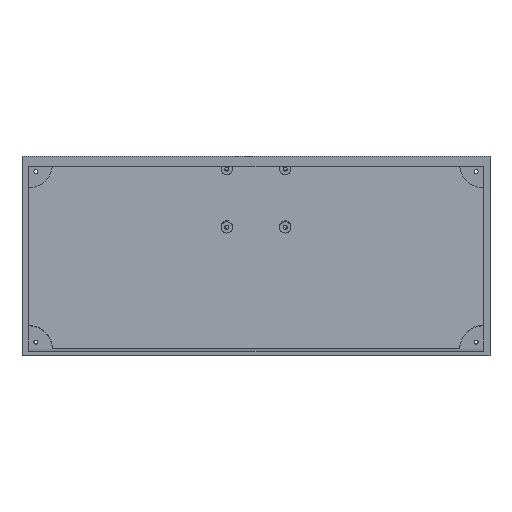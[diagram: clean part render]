
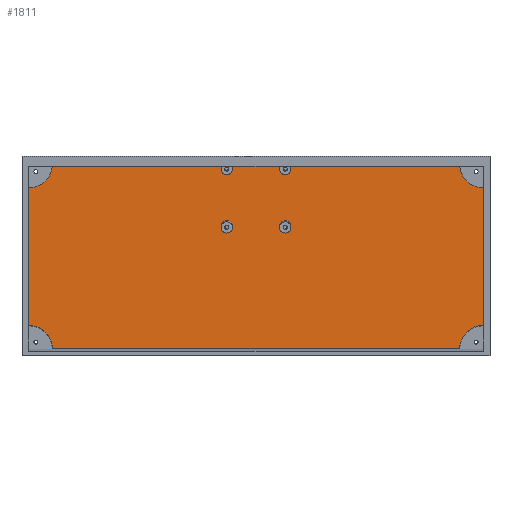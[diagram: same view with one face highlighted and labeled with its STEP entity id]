
A CAD part, top view. The second image highlights one B-rep face of the part: STEP entity #1811.
In plain terms, the highlighted face is planar.
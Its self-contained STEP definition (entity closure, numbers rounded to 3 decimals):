
#43=ELLIPSE('',#1928,2.508,2.5);
#44=ELLIPSE('',#1935,10.439,10.406);
#45=ELLIPSE('',#1945,10.441,10.409);
#46=ELLIPSE('',#1946,10.44,10.407);
#47=ELLIPSE('',#1947,10.437,10.405);
#48=ELLIPSE('',#1948,2.508,2.5);
#49=ELLIPSE('',#1949,2.508,2.5);
#50=ELLIPSE('',#1950,2.508,2.5);
#95=FACE_BOUND('',#240,.T.);
#96=FACE_BOUND('',#241,.T.);
#97=FACE_BOUND('',#242,.T.);
#98=FACE_BOUND('',#243,.T.);
#137=FACE_OUTER_BOUND('',#239,.T.);
#239=EDGE_LOOP('',(#1257,#1258,#1259,#1260,#1261,#1262,#1263,#1264));
#240=EDGE_LOOP('',(#1265,#1266));
#241=EDGE_LOOP('',(#1267,#1268));
#242=EDGE_LOOP('',(#1269));
#243=EDGE_LOOP('',(#1270));
#407=LINE('',#2664,#599);
#419=LINE('',#2708,#611);
#420=LINE('',#2712,#612);
#421=LINE('',#2716,#613);
#422=LINE('',#2719,#614);
#423=LINE('',#2722,#615);
#599=VECTOR('',#2119,10.);
#611=VECTOR('',#2169,10.);
#612=VECTOR('',#2172,10.);
#613=VECTOR('',#2175,10.);
#614=VECTOR('',#2178,10.);
#615=VECTOR('',#2179,10.);
#794=VERTEX_POINT('',#2661);
#795=VERTEX_POINT('',#2663);
#800=VERTEX_POINT('',#2683);
#801=VERTEX_POINT('',#2684);
#808=VERTEX_POINT('',#2707);
#809=VERTEX_POINT('',#2709);
#810=VERTEX_POINT('',#2711);
#811=VERTEX_POINT('',#2713);
#812=VERTEX_POINT('',#2715);
#813=VERTEX_POINT('',#2717);
#814=VERTEX_POINT('',#2720);
#815=VERTEX_POINT('',#2721);
#816=VERTEX_POINT('',#2724);
#817=VERTEX_POINT('',#2726);
#964=EDGE_CURVE('',#795,#794,#407,.T.);
#967=EDGE_CURVE('',#794,#795,#43,.T.);
#974=EDGE_CURVE('',#800,#801,#44,.T.);
#986=EDGE_CURVE('',#801,#808,#419,.T.);
#987=EDGE_CURVE('',#808,#809,#45,.T.);
#988=EDGE_CURVE('',#809,#810,#420,.T.);
#989=EDGE_CURVE('',#810,#811,#46,.T.);
#990=EDGE_CURVE('',#811,#812,#421,.T.);
#991=EDGE_CURVE('',#812,#813,#47,.T.);
#992=EDGE_CURVE('',#813,#800,#422,.T.);
#993=EDGE_CURVE('',#814,#815,#423,.T.);
#994=EDGE_CURVE('',#815,#814,#48,.T.);
#995=EDGE_CURVE('',#816,#816,#49,.T.);
#996=EDGE_CURVE('',#817,#817,#50,.T.);
#1257=ORIENTED_EDGE('',*,*,#974,.T.);
#1258=ORIENTED_EDGE('',*,*,#986,.T.);
#1259=ORIENTED_EDGE('',*,*,#987,.T.);
#1260=ORIENTED_EDGE('',*,*,#988,.T.);
#1261=ORIENTED_EDGE('',*,*,#989,.T.);
#1262=ORIENTED_EDGE('',*,*,#990,.T.);
#1263=ORIENTED_EDGE('',*,*,#991,.T.);
#1264=ORIENTED_EDGE('',*,*,#992,.T.);
#1265=ORIENTED_EDGE('',*,*,#964,.T.);
#1266=ORIENTED_EDGE('',*,*,#967,.T.);
#1267=ORIENTED_EDGE('',*,*,#993,.T.);
#1268=ORIENTED_EDGE('',*,*,#994,.T.);
#1269=ORIENTED_EDGE('',*,*,#995,.T.);
#1270=ORIENTED_EDGE('',*,*,#996,.T.);
#1738=PLANE('',#1944);
#1811=ADVANCED_FACE('',(#137,#95,#96,#97,#98),#1738,.F.);
#1928=AXIS2_PLACEMENT_3D('',#2668,#2125,#2126);
#1935=AXIS2_PLACEMENT_3D('',#2685,#2143,#2144);
#1944=AXIS2_PLACEMENT_3D('',#2706,#2167,#2168);
#1945=AXIS2_PLACEMENT_3D('',#2710,#2170,#2171);
#1946=AXIS2_PLACEMENT_3D('',#2714,#2173,#2174);
#1947=AXIS2_PLACEMENT_3D('',#2718,#2176,#2177);
#1948=AXIS2_PLACEMENT_3D('',#2723,#2180,#2181);
#1949=AXIS2_PLACEMENT_3D('',#2725,#2182,#2183);
#1950=AXIS2_PLACEMENT_3D('',#2727,#2184,#2185);
#2119=DIRECTION('',(1.,0.,0.));
#2125=DIRECTION('center_axis',(0.,-0.079,
-0.997));
#2126=DIRECTION('ref_axis',(0.,0.997,-0.079));
#2143=DIRECTION('center_axis',(0.,-0.079,
-0.997));
#2144=DIRECTION('ref_axis',(0.,-0.997,0.079));
#2167=DIRECTION('center_axis',(0.,-0.079,
-0.997));
#2168=DIRECTION('ref_axis',(1.,0.,0.));
#2169=DIRECTION('',(-1.,0.,0.));
#2170=DIRECTION('center_axis',(0.,-0.079,
-0.997));
#2171=DIRECTION('ref_axis',(0.,-0.997,0.079));
#2172=DIRECTION('',(0.,-0.997,0.079));
#2173=DIRECTION('center_axis',(0.,-0.079,
-0.997));
#2174=DIRECTION('ref_axis',(0.,-0.997,0.079));
#2175=DIRECTION('',(1.,0.,0.));
#2176=DIRECTION('center_axis',(0.,-0.079,
-0.997));
#2177=DIRECTION('ref_axis',(0.,-0.997,0.079));
#2178=DIRECTION('',(0.,0.997,-0.079));
#2179=DIRECTION('',(1.,0.,0.));
#2180=DIRECTION('center_axis',(0.,-0.079,
-0.997));
#2181=DIRECTION('ref_axis',(0.,0.997,-0.079));
#2182=DIRECTION('center_axis',(0.,-0.079,
-0.997));
#2183=DIRECTION('ref_axis',(0.,0.997,-0.079));
#2184=DIRECTION('center_axis',(0.,-0.079,
-0.997));
#2185=DIRECTION('ref_axis',(0.,0.997,-0.079));
#2661=CARTESIAN_POINT('',(-10.451,30.712,-11.6));
#2663=CARTESIAN_POINT('',(-15.449,30.712,-11.6));
#2664=CARTESIAN_POINT('',(-6.475,30.712,-11.6));
#2668=CARTESIAN_POINT('Origin',(-12.95,30.647,-11.595));
#2683=CARTESIAN_POINT('',(100.513,22.241,-10.927));
#2684=CARTESIAN_POINT('',(90.106,32.647,-11.754));
#2685=CARTESIAN_POINT('Origin',(100.513,32.647,-11.754));
#2706=CARTESIAN_POINT('Origin',(0.,-8.334,
-8.496));
#2707=CARTESIAN_POINT('',(-90.104,32.647,-11.754));
#2708=CARTESIAN_POINT('',(49.506,32.647,-11.754));
#2709=CARTESIAN_POINT('',(-100.513,22.238,-10.926));
#2710=CARTESIAN_POINT('Origin',(-100.513,32.647,-11.754));
#2711=CARTESIAN_POINT('',(-100.513,-38.909,-6.066));
#2712=CARTESIAN_POINT('',(-100.512,-8.196,-8.507));
#2713=CARTESIAN_POINT('',(-90.105,-49.316,-5.238));
#2714=CARTESIAN_POINT('Origin',(-100.512,-49.316,-5.238));
#2715=CARTESIAN_POINT('',(90.108,-49.316,-5.238));
#2716=CARTESIAN_POINT('',(-49.506,-49.316,-5.238));
#2717=CARTESIAN_POINT('',(100.513,-38.911,-6.066));
#2718=CARTESIAN_POINT('Origin',(100.513,-49.316,-5.238));
#2719=CARTESIAN_POINT('',(100.513,-28.287,-6.91));
#2720=CARTESIAN_POINT('',(10.451,30.712,-11.6));
#2721=CARTESIAN_POINT('',(15.449,30.712,-11.6));
#2722=CARTESIAN_POINT('',(6.475,30.712,-11.6));
#2723=CARTESIAN_POINT('Origin',(12.95,30.647,-11.595));
#2724=CARTESIAN_POINT('',(15.45,4.747,-9.536));
#2725=CARTESIAN_POINT('Origin',(12.95,4.747,-9.536));
#2726=CARTESIAN_POINT('',(-10.45,4.747,-9.536));
#2727=CARTESIAN_POINT('Origin',(-12.95,4.747,-9.536));
